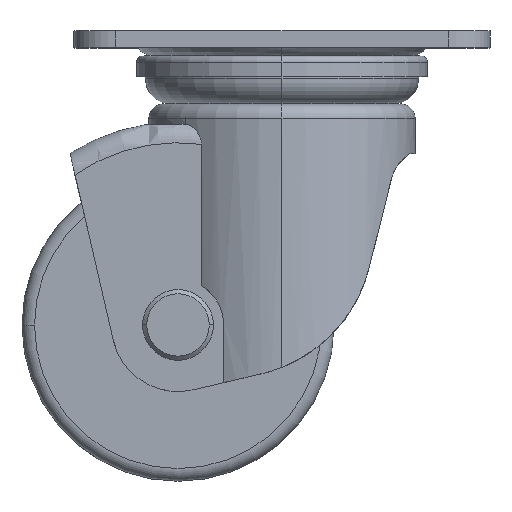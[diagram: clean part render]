
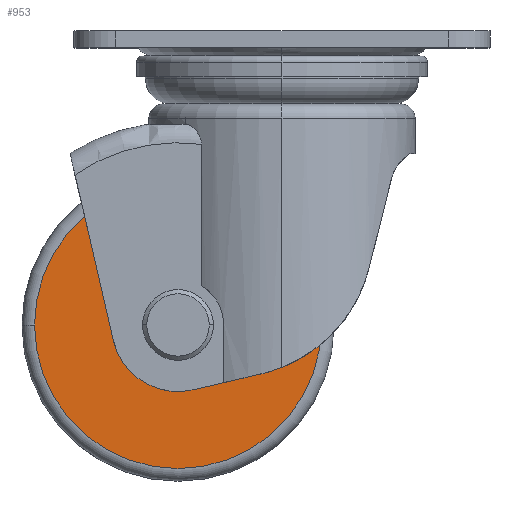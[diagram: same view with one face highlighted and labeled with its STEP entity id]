
A CAD part, top view. The second image highlights one B-rep face of the part: STEP entity #953.
In plain terms, the highlighted planar face has unit normal (0, 0, 1).
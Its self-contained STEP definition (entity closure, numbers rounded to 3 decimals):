
#521 = AXIS2_PLACEMENT_3D ( 'NONE', #641, #642, #643 ) ;
#540 = EDGE_CURVE ( 'NONE', #2080, #2079, #881, .T. ) ;
#641 = CARTESIAN_POINT ( 'NONE',  ( -25., -70.7, 19.5 ) ) ;
#642 = DIRECTION ( 'NONE',  ( 0., 0., -1. ) ) ;
#643 = DIRECTION ( 'NONE',  ( -1., 0., 0. ) ) ;
#881 = CIRCLE ( 'NONE', #2024, 34.5 ) ;
#953 = ADVANCED_FACE ( 'NONE', ( #1007, #1011 ), #2207, .T. ) ;
#1007 = FACE_BOUND ( 'NONE', #3657, .T. ) ;
#1011 = FACE_OUTER_BOUND ( 'NONE', #3658, .T. ) ;
#1013 = AXIS2_PLACEMENT_3D ( 'NONE', #2208, #2209, #2210 ) ;
#1872 = CARTESIAN_POINT ( 'NONE',  ( -18., -70.7, 19.5 ) ) ;
#1877 = CARTESIAN_POINT ( 'NONE',  ( -59.5, -70.7, 19.5 ) ) ;
#1878 = CARTESIAN_POINT ( 'NONE',  ( 9.5, -70.7, 19.5 ) ) ;
#1881 = CARTESIAN_POINT ( 'NONE',  ( -32., -70.7, 19.5 ) ) ;
#2024 = AXIS2_PLACEMENT_3D ( 'NONE', #2477, #2481, #2482 ) ;
#2079 = VERTEX_POINT ( 'NONE', #1877 ) ;
#2080 = VERTEX_POINT ( 'NONE', #1878 ) ;
#2083 = VERTEX_POINT ( 'NONE', #1872 ) ;
#2084 = VERTEX_POINT ( 'NONE', #1881 ) ;
#2207 = PLANE ( 'NONE',  #1013 ) ;
#2208 = CARTESIAN_POINT ( 'NONE',  ( -25., -36.2, 19.5 ) ) ;
#2209 = DIRECTION ( 'NONE',  ( 0., 0., 1. ) ) ;
#2210 = DIRECTION ( 'NONE',  ( 1., 0., 0. ) ) ;
#2477 = CARTESIAN_POINT ( 'NONE',  ( -25., -70.7, 19.5 ) ) ;
#2481 = DIRECTION ( 'NONE',  ( 0., 0., -1. ) ) ;
#2482 = DIRECTION ( 'NONE',  ( -1., 0., 0. ) ) ;
#2598 = EDGE_CURVE ( 'NONE', #2079, #2080, #2956, .T. ) ;
#2608 = EDGE_CURVE ( 'NONE', #2084, #2083, #2961, .T. ) ;
#2956 = CIRCLE ( 'NONE', #3021, 34.5 ) ;
#2961 = CIRCLE ( 'NONE', #3027, 7. ) ;
#3021 = AXIS2_PLACEMENT_3D ( 'NONE', #3441, #3445, #3446 ) ;
#3027 = AXIS2_PLACEMENT_3D ( 'NONE', #3477, #3481, #3482 ) ;
#3085 = CIRCLE ( 'NONE', #521, 7. ) ;
#3177 = ORIENTED_EDGE ( 'NONE', *, *, #2598, .F. ) ;
#3178 = ORIENTED_EDGE ( 'NONE', *, *, #540, .F. ) ;
#3441 = CARTESIAN_POINT ( 'NONE',  ( -25., -70.7, 19.5 ) ) ;
#3445 = DIRECTION ( 'NONE',  ( 0., 0., -1. ) ) ;
#3446 = DIRECTION ( 'NONE',  ( -1., 0., 0. ) ) ;
#3477 = CARTESIAN_POINT ( 'NONE',  ( -25., -70.7, 19.5 ) ) ;
#3481 = DIRECTION ( 'NONE',  ( 0., 0., -1. ) ) ;
#3482 = DIRECTION ( 'NONE',  ( -1., 0., 0. ) ) ;
#3657 = EDGE_LOOP ( 'NONE', ( #3753, #3754 ) ) ;
#3658 = EDGE_LOOP ( 'NONE', ( #3177, #3178 ) ) ;
#3753 = ORIENTED_EDGE ( 'NONE', *, *, #2608, .T. ) ;
#3754 = ORIENTED_EDGE ( 'NONE', *, *, #4038, .T. ) ;
#4038 = EDGE_CURVE ( 'NONE', #2083, #2084, #3085, .T. ) ;
